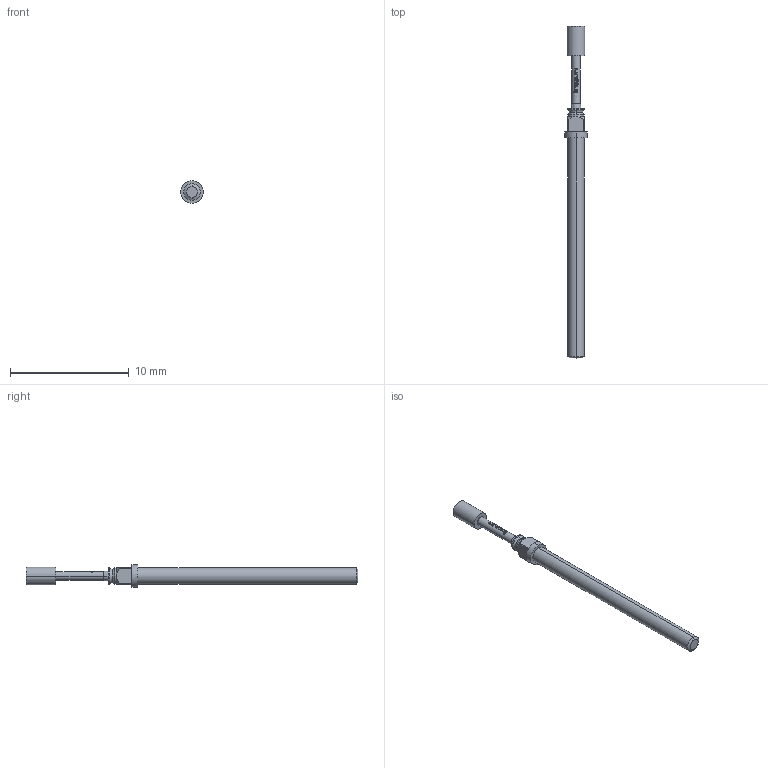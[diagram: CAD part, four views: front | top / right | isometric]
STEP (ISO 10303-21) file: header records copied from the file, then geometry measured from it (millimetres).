
FILE_DESCRIPTION (( 'STEP AP203' ), '1' );
FILE_NAME ('INGUN_GKS-899_302_150_A_xx02_M.STEP', '2021-10-28T11:42:20', ( 'ochi' ), ( '' ), 'SwSTEP 2.0', 'SolidWorks 2018', '' );
FILE_SCHEMA (( 'CONFIG_CONTROL_DESIGN' ));
Length unit declared in the file: millimetre
Products named in the file (1): INGUN_GKS-899_302_150_A_xx02_M
Bounding box: 1.9 x 27.9 x 1.9 mm (x, y, z)
Volume: 38.4 mm3; surface area: 122.5 mm2
Topology: 1 solids, 1 shells, 94 faces, 236 edges, 154 vertices
Faces by surface type: plane 34, bspline 32, cylinder 18, cone 6, torus 4
Entity records: 3787 total; most frequent: CARTESIAN_POINT 1831, ORIENTED_EDGE 472, DIRECTION 244, EDGE_CURVE 236, B_SPLINE_CURVE_WITH_KNOTS 162, VERTEX_POINT 154, AXIS2_PLACEMENT_3D 107, EDGE_LOOP 104
